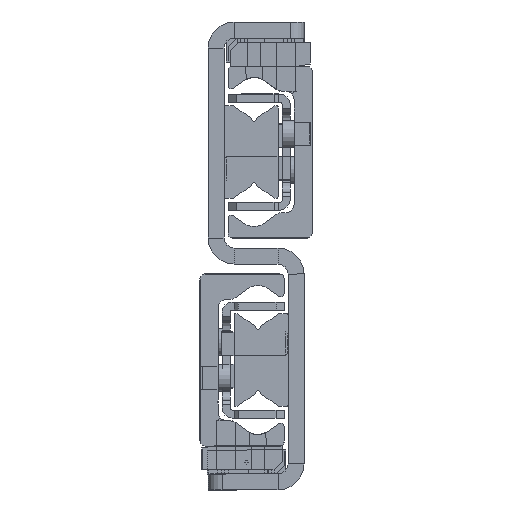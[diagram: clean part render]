
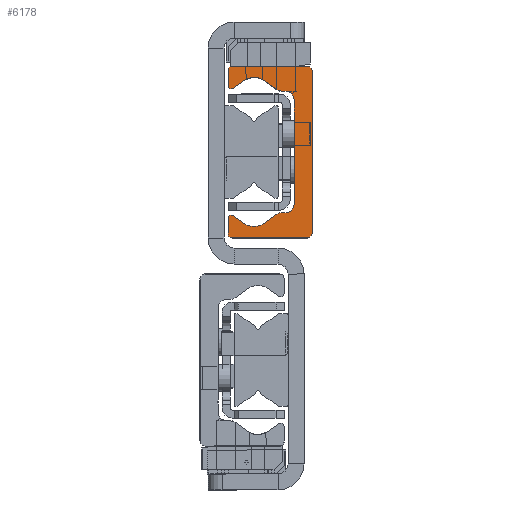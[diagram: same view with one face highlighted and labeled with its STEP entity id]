
A CAD part, left-side view. The second image highlights one B-rep face of the part: STEP entity #6178.
In plain terms, the highlighted planar face has unit normal (-1, 0, 0).
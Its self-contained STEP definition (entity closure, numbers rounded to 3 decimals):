
#4940=CARTESIAN_POINT('',(0.0,6.,-13.2));
#4941=VERTEX_POINT('',#4940);
#4948=CARTESIAN_POINT('',(0.0,4.,-15.2));
#4949=VERTEX_POINT('',#4948);
#4950=CARTESIAN_POINT('',(0.0,4.,-13.2));
#4951=DIRECTION('',(-1.0,0.0,0.0));
#4952=DIRECTION('',(0.0,0.0,1.0));
#4953=AXIS2_PLACEMENT_3D('',#4950,#4951,#4952);
#4954=CIRCLE('',#4953,2.);
#4955=EDGE_CURVE('',#4941,#4949,#4954,.T.);
#5004=CARTESIAN_POINT('',(0.0,2.869,-15.2));
#5005=VERTEX_POINT('',#5004);
#5006=CARTESIAN_POINT('',(0.0,4.,-15.2));
#5007=DIRECTION('',(0.0,-1.0,0.0));
#5008=VECTOR('',#5007,1.131);
#5009=LINE('',#5006,#5008);
#5010=EDGE_CURVE('',#4949,#5005,#5009,.T.);
#5053=CARTESIAN_POINT('',(0.0,1.722,-15.562));
#5054=VERTEX_POINT('',#5053);
#5055=CARTESIAN_POINT('',(0.0,2.869,-17.2));
#5056=DIRECTION('',(1.0,0.0,0.0));
#5057=DIRECTION('',(0.0,0.0,1.0));
#5058=AXIS2_PLACEMENT_3D('',#5055,#5056,#5057);
#5059=CIRCLE('',#5058,2.0);
#5060=EDGE_CURVE('',#5005,#5054,#5059,.T.);
#5259=CARTESIAN_POINT('',(0.0,10.5,20.25));
#5260=VERTEX_POINT('',#5259);
#5267=CARTESIAN_POINT('',(0.0,9.25,21.5));
#5268=VERTEX_POINT('',#5267);
#5269=CARTESIAN_POINT('',(0.0,9.25,20.25));
#5270=DIRECTION('',(1.0,0.0,0.0));
#5271=DIRECTION('',(0.0,1.0,0.0));
#5272=AXIS2_PLACEMENT_3D('',#5269,#5270,#5271);
#5273=CIRCLE('',#5272,1.25);
#5274=EDGE_CURVE('',#5260,#5268,#5273,.T.);
#5298=CARTESIAN_POINT('',(0.0,10.5,-20.25));
#5299=VERTEX_POINT('',#5298);
#5306=CARTESIAN_POINT('',(0.0,10.5,-20.25));
#5307=DIRECTION('',(0.0,0.0,1.0));
#5308=VECTOR('',#5307,40.5);
#5309=LINE('',#5306,#5308);
#5310=EDGE_CURVE('',#5299,#5260,#5309,.T.);
#5390=CARTESIAN_POINT('',(0.0,9.25,-21.5));
#5391=VERTEX_POINT('',#5390);
#5398=CARTESIAN_POINT('',(0.0,9.25,-20.25));
#5399=DIRECTION('',(1.0,0.0,0.0));
#5400=DIRECTION('',(0.0,0.0,-1.0));
#5401=AXIS2_PLACEMENT_3D('',#5398,#5399,#5400);
#5402=CIRCLE('',#5401,1.25);
#5403=EDGE_CURVE('',#5391,#5299,#5402,.T.);
#5422=CARTESIAN_POINT('',(0.0,-9.5,-21.5));
#5423=VERTEX_POINT('',#5422);
#5430=CARTESIAN_POINT('',(0.0,-9.5,-21.5));
#5431=DIRECTION('',(0.0,1.0,0.0));
#5432=VECTOR('',#5431,18.75);
#5433=LINE('',#5430,#5432);
#5434=EDGE_CURVE('',#5423,#5391,#5433,.T.);
#5466=CARTESIAN_POINT('',(0.0,-10.5,-20.5));
#5467=VERTEX_POINT('',#5466);
#5474=CARTESIAN_POINT('',(0.0,-9.5,-20.5));
#5475=DIRECTION('',(1.0,0.0,0.0));
#5476=DIRECTION('',(0.0,-1.0,0.0));
#5477=AXIS2_PLACEMENT_3D('',#5474,#5475,#5476);
#5478=CIRCLE('',#5477,1.);
#5479=EDGE_CURVE('',#5467,#5423,#5478,.T.);
#5498=CARTESIAN_POINT('',(0.0,-10.5,-16.65));
#5499=VERTEX_POINT('',#5498);
#5506=CARTESIAN_POINT('',(0.0,-10.5,-16.65));
#5507=DIRECTION('',(0.0,0.0,-1.0));
#5508=VECTOR('',#5507,3.85);
#5509=LINE('',#5506,#5508);
#5510=EDGE_CURVE('',#5499,#5467,#5509,.T.);
#5530=CARTESIAN_POINT('',(0.0,-9.162,-15.954));
#5531=VERTEX_POINT('',#5530);
#5538=CARTESIAN_POINT('',(0.0,-9.65,-16.65));
#5539=DIRECTION('',(1.0,0.0,0.0));
#5540=DIRECTION('',(0.0,0.574,0.819));
#5541=AXIS2_PLACEMENT_3D('',#5538,#5539,#5540);
#5542=CIRCLE('',#5541,0.85);
#5543=EDGE_CURVE('',#5531,#5499,#5542,.T.);
#5562=CARTESIAN_POINT('',(0.0,-6.294,-17.962));
#5563=VERTEX_POINT('',#5562);
#5570=CARTESIAN_POINT('',(0.0,-6.294,-17.962));
#5571=DIRECTION('',(0.0,-0.819,0.574));
#5572=VECTOR('',#5571,3.501);
#5573=LINE('',#5570,#5572);
#5574=EDGE_CURVE('',#5563,#5531,#5573,.T.);
#5594=CARTESIAN_POINT('',(0.0,-1.706,-17.962));
#5595=VERTEX_POINT('',#5594);
#5602=CARTESIAN_POINT('',(0.0,-4.,-14.685));
#5603=DIRECTION('',(-1.0,0.0,0.0));
#5604=DIRECTION('',(0.0,0.574,0.819));
#5605=AXIS2_PLACEMENT_3D('',#5602,#5603,#5604);
#5606=CIRCLE('',#5605,4.0);
#5607=EDGE_CURVE('',#5595,#5563,#5606,.T.);
#5633=CARTESIAN_POINT('',(0.0,1.722,-15.562));
#5634=DIRECTION('',(0.0,-0.819,-0.574));
#5635=VECTOR('',#5634,4.185);
#5636=LINE('',#5633,#5635);
#5637=EDGE_CURVE('',#5054,#5595,#5636,.T.);
#5692=CARTESIAN_POINT('',(0.0,6.,-10.75));
#5693=VERTEX_POINT('',#5692);
#5700=CARTESIAN_POINT('',(0.0,6.,-10.75));
#5701=DIRECTION('',(0.0,0.0,-1.0));
#5702=VECTOR('',#5701,2.45);
#5703=LINE('',#5700,#5702);
#5704=EDGE_CURVE('',#5693,#4941,#5703,.T.);
#5724=CARTESIAN_POINT('',(0.0,6.,-10.25));
#5725=VERTEX_POINT('',#5724);
#5732=CARTESIAN_POINT('',(0.0,6.,-10.5));
#5733=DIRECTION('',(-1.0,0.0,0.0));
#5734=DIRECTION('',(0.0,0.0,1.0));
#5735=AXIS2_PLACEMENT_3D('',#5732,#5733,#5734);
#5736=CIRCLE('',#5735,0.25);
#5737=EDGE_CURVE('',#5725,#5693,#5736,.T.);
#5756=CARTESIAN_POINT('',(0.0,6.,13.2));
#5757=VERTEX_POINT('',#5756);
#5764=CARTESIAN_POINT('',(0.0,6.,13.2));
#5765=DIRECTION('',(0.0,0.0,-1.0));
#5766=VECTOR('',#5765,23.45);
#5767=LINE('',#5764,#5766);
#5768=EDGE_CURVE('',#5757,#5725,#5767,.T.);
#5848=CARTESIAN_POINT('',(0.0,4.,15.2));
#5849=VERTEX_POINT('',#5848);
#5856=CARTESIAN_POINT('',(0.0,4.,13.2));
#5857=DIRECTION('',(-1.0,0.0,0.0));
#5858=DIRECTION('',(0.0,-1.0,0.0));
#5859=AXIS2_PLACEMENT_3D('',#5856,#5857,#5858);
#5860=CIRCLE('',#5859,2.);
#5861=EDGE_CURVE('',#5849,#5757,#5860,.T.);
#5880=CARTESIAN_POINT('',(0.0,2.869,15.2));
#5881=VERTEX_POINT('',#5880);
#5888=CARTESIAN_POINT('',(0.0,2.869,15.2));
#5889=DIRECTION('',(0.0,1.0,0.0));
#5890=VECTOR('',#5889,1.131);
#5891=LINE('',#5888,#5890);
#5892=EDGE_CURVE('',#5881,#5849,#5891,.T.);
#5912=CARTESIAN_POINT('',(0.0,1.722,15.562));
#5913=VERTEX_POINT('',#5912);
#5920=CARTESIAN_POINT('',(0.0,2.869,17.2));
#5921=DIRECTION('',(1.0,0.0,0.0));
#5922=DIRECTION('',(0.0,-0.574,-0.819));
#5923=AXIS2_PLACEMENT_3D('',#5920,#5921,#5922);
#5924=CIRCLE('',#5923,2.0);
#5925=EDGE_CURVE('',#5913,#5881,#5924,.T.);
#5944=CARTESIAN_POINT('',(0.0,-1.706,17.962));
#5945=VERTEX_POINT('',#5944);
#5952=CARTESIAN_POINT('',(0.0,-1.706,17.962));
#5953=DIRECTION('',(0.0,0.819,-0.574));
#5954=VECTOR('',#5953,4.185);
#5955=LINE('',#5952,#5954);
#5956=EDGE_CURVE('',#5945,#5913,#5955,.T.);
#5976=CARTESIAN_POINT('',(0.0,-6.294,17.962));
#5977=VERTEX_POINT('',#5976);
#5984=CARTESIAN_POINT('',(0.0,-4.,14.685));
#5985=DIRECTION('',(-1.0,0.0,0.0));
#5986=DIRECTION('',(0.0,-0.574,-0.819));
#5987=AXIS2_PLACEMENT_3D('',#5984,#5985,#5986);
#5988=CIRCLE('',#5987,4.0);
#5989=EDGE_CURVE('',#5977,#5945,#5988,.T.);
#6008=CARTESIAN_POINT('',(0.0,-9.162,15.954));
#6009=VERTEX_POINT('',#6008);
#6016=CARTESIAN_POINT('',(0.0,-9.162,15.954));
#6017=DIRECTION('',(0.0,0.819,0.574));
#6018=VECTOR('',#6017,3.501);
#6019=LINE('',#6016,#6018);
#6020=EDGE_CURVE('',#6009,#5977,#6019,.T.);
#6040=CARTESIAN_POINT('',(0.0,-10.5,16.65));
#6041=VERTEX_POINT('',#6040);
#6048=CARTESIAN_POINT('',(0.0,-9.65,16.65));
#6049=DIRECTION('',(1.0,0.0,0.0));
#6050=DIRECTION('',(0.0,-1.0,0.0));
#6051=AXIS2_PLACEMENT_3D('',#6048,#6049,#6050);
#6052=CIRCLE('',#6051,0.85);
#6053=EDGE_CURVE('',#6041,#6009,#6052,.T.);
#6072=CARTESIAN_POINT('',(0.0,-10.5,20.5));
#6073=VERTEX_POINT('',#6072);
#6080=CARTESIAN_POINT('',(0.0,-10.5,20.5));
#6081=DIRECTION('',(0.0,0.0,-1.0));
#6082=VECTOR('',#6081,3.85);
#6083=LINE('',#6080,#6082);
#6084=EDGE_CURVE('',#6073,#6041,#6083,.T.);
#6104=CARTESIAN_POINT('',(0.0,-9.5,21.5));
#6105=VERTEX_POINT('',#6104);
#6112=CARTESIAN_POINT('',(0.0,-9.5,20.5));
#6113=DIRECTION('',(1.0,0.0,0.0));
#6114=DIRECTION('',(0.0,0.0,1.0));
#6115=AXIS2_PLACEMENT_3D('',#6112,#6113,#6114);
#6116=CIRCLE('',#6115,1.);
#6117=EDGE_CURVE('',#6105,#6073,#6116,.T.);
#6135=CARTESIAN_POINT('',(0.0,9.25,21.5));
#6136=DIRECTION('',(0.0,-1.0,0.0));
#6137=VECTOR('',#6136,18.75);
#6138=LINE('',#6135,#6137);
#6139=EDGE_CURVE('',#5268,#6105,#6138,.T.);
#6145=CARTESIAN_POINT('',(0.0,2.66,-0.019));
#6146=DIRECTION('',(1.0,0.0,0.0));
#6147=DIRECTION('',(0.0,0.0,-1.0));
#6148=AXIS2_PLACEMENT_3D('',#6145,#6146,#6147);
#6149=PLANE('',#6148);
#6150=ORIENTED_EDGE('',*,*,#6139,.F.);
#6151=ORIENTED_EDGE('',*,*,#5274,.F.);
#6152=ORIENTED_EDGE('',*,*,#5310,.F.);
#6153=ORIENTED_EDGE('',*,*,#5403,.F.);
#6154=ORIENTED_EDGE('',*,*,#5434,.F.);
#6155=ORIENTED_EDGE('',*,*,#5479,.F.);
#6156=ORIENTED_EDGE('',*,*,#5510,.F.);
#6157=ORIENTED_EDGE('',*,*,#5543,.F.);
#6158=ORIENTED_EDGE('',*,*,#5574,.F.);
#6159=ORIENTED_EDGE('',*,*,#5607,.F.);
#6160=ORIENTED_EDGE('',*,*,#5637,.F.);
#6161=ORIENTED_EDGE('',*,*,#5060,.F.);
#6162=ORIENTED_EDGE('',*,*,#5010,.F.);
#6163=ORIENTED_EDGE('',*,*,#4955,.F.);
#6164=ORIENTED_EDGE('',*,*,#5704,.F.);
#6165=ORIENTED_EDGE('',*,*,#5737,.F.);
#6166=ORIENTED_EDGE('',*,*,#5768,.F.);
#6167=ORIENTED_EDGE('',*,*,#5861,.F.);
#6168=ORIENTED_EDGE('',*,*,#5892,.F.);
#6169=ORIENTED_EDGE('',*,*,#5925,.F.);
#6170=ORIENTED_EDGE('',*,*,#5956,.F.);
#6171=ORIENTED_EDGE('',*,*,#5989,.F.);
#6172=ORIENTED_EDGE('',*,*,#6020,.F.);
#6173=ORIENTED_EDGE('',*,*,#6053,.F.);
#6174=ORIENTED_EDGE('',*,*,#6084,.F.);
#6175=ORIENTED_EDGE('',*,*,#6117,.F.);
#6176=EDGE_LOOP('',(#6150,#6151,#6152,#6153,#6154,#6155,#6156,#6157,#6158,#6159,#6160,#6161,#6162,#6163,#6164,#6165,#6166,#6167,#6168,#6169,#6170,#6171,#6172,#6173,#6174,#6175));
#6177=FACE_OUTER_BOUND('',#6176,.T.);
#6178=ADVANCED_FACE('',(#6177),#6149,.F.);
